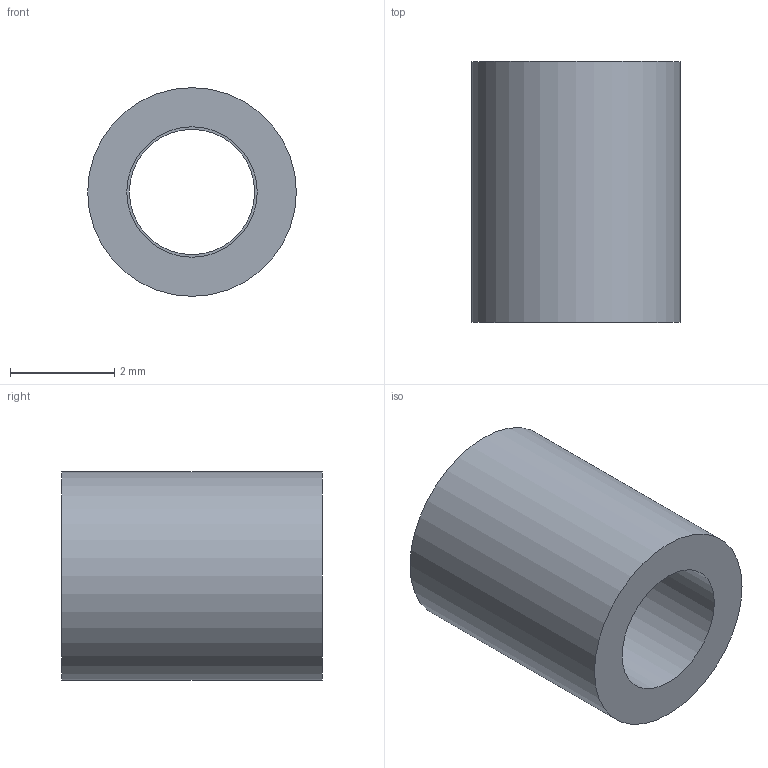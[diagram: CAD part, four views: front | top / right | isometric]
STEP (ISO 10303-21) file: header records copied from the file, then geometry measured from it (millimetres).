
FILE_DESCRIPTION(/* description */ (''),/* implementation_level */ '2;1');
FILE_NAME(/* name */ 'C16-RO-4-5.stp',/* time_stamp */ '2020-03-30T13:46:17+09:00',/* author */ ('e.nonaka'),/* organization */ (''),/* preprocessor_version */ 'ST-DEVELOPER v18',/* originating_system */ 'Autodesk Inventor 2020',/* authorisation */ '');
FILE_SCHEMA (('AUTOMOTIVE_DESIGN { 1 0 10303 214 3 1 1 }'));
Length unit declared in the file: millimetre
Products named in the file (1): C16RO45-M03-19001  A
Bounding box: 4 x 5 x 4 mm (x, y, z)
Volume: 38.7 mm3; surface area: 117.9 mm2
Topology: 1 solids, 1 shells, 8 faces, 16 edges, 12 vertices
Faces by surface type: cylinder 4, plane 4
Full cylindrical faces by diameter (mm): 2.4 x1, 2.5 x2, 4 x1
Entity records: 269 total; most frequent: DIRECTION 46, CARTESIAN_POINT 37, ORIENTED_EDGE 32, AXIS2_PLACEMENT_3D 21, EDGE_CURVE 16, EDGE_LOOP 12, CIRCLE 12, VERTEX_POINT 12
